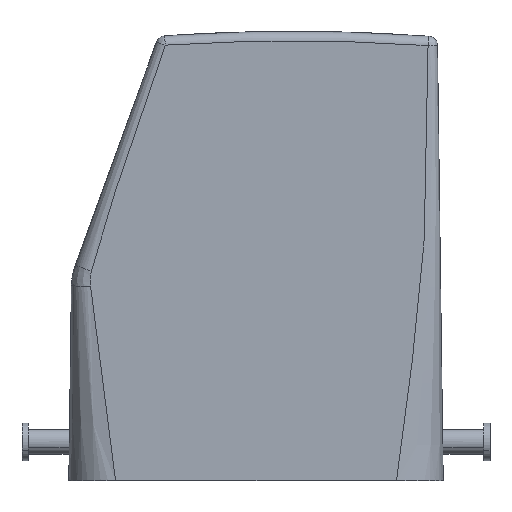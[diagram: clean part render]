
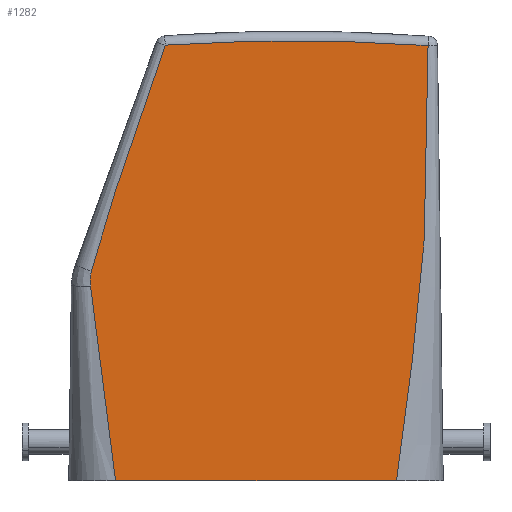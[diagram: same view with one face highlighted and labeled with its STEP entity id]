
A CAD part, left-side view. The second image highlights one B-rep face of the part: STEP entity #1282.
In plain terms, the highlighted planar face has unit normal (-1, 0, 0).
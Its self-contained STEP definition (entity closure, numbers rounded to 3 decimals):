
#1213=AXIS2_PLACEMENT_3D('Plane Axis2P3D',#1210,#1211,#1212) ;
#1271=AXIS2_PLACEMENT_3D('Circle Axis2P3D',#1269,#1270,$) ;
#412=CARTESIAN_POINT('Vertex',(0.,14.987,0.)) ;
#417=CARTESIAN_POINT('Line Origine',(0.,37.5,0.)) ;
#421=CARTESIAN_POINT('Vertex',(0.,60.014,0.)) ;
#1148=CARTESIAN_POINT('Vertex',(0.,9.929,69.72)) ;
#1152=CARTESIAN_POINT('Control Point',(0.,9.929,69.72)) ;
#1153=CARTESIAN_POINT('Control Point',(0.,9.927,68.515)) ;
#1154=CARTESIAN_POINT('Control Point',(0.,9.928,67.329)) ;
#1155=CARTESIAN_POINT('Control Point',(0.,9.93,66.124)) ;
#1156=CARTESIAN_POINT('Control Point',(0.,9.938,63.733)) ;
#1157=CARTESIAN_POINT('Control Point',(0.,9.953,61.335)) ;
#1158=CARTESIAN_POINT('Control Point',(0.,9.963,60.139)) ;
#1159=CARTESIAN_POINT('Control Point',(0.,9.995,56.739)) ;
#1160=CARTESIAN_POINT('Control Point',(0.,10.04,53.34)) ;
#1161=CARTESIAN_POINT('Control Point',(0.,10.078,50.997)) ;
#1162=CARTESIAN_POINT('Control Point',(0.,10.19,45.688)) ;
#1163=CARTESIAN_POINT('Control Point',(0.,10.412,40.381)) ;
#1164=CARTESIAN_POINT('Control Point',(0.,10.597,37.276)) ;
#1165=CARTESIAN_POINT('Control Point',(0.,11.077,31.069)) ;
#1166=CARTESIAN_POINT('Control Point',(0.,11.744,24.872)) ;
#1167=CARTESIAN_POINT('Control Point',(0.,12.117,21.777)) ;
#1168=CARTESIAN_POINT('Control Point',(0.,12.769,16.69)) ;
#1169=CARTESIAN_POINT('Control Point',(0.,13.452,11.605)) ;
#1170=CARTESIAN_POINT('Control Point',(0.,13.721,9.611)) ;
#1171=CARTESIAN_POINT('Control Point',(0.,14.141,6.482)) ;
#1172=CARTESIAN_POINT('Control Point',(0.,14.553,3.353)) ;
#1173=CARTESIAN_POINT('Control Point',(0.,14.699,2.234)) ;
#1174=CARTESIAN_POINT('Control Point',(0.,14.843,1.118)) ;
#1175=CARTESIAN_POINT('Control Point',(0.,14.987,0.)) ;
#1210=CARTESIAN_POINT('Axis2P3D Location',(0.,-0.533,-30.8)) ;
#1216=CARTESIAN_POINT('Control Point',(0.,52.034,69.793)) ;
#1217=CARTESIAN_POINT('Control Point',(0.,52.17,69.41)) ;
#1218=CARTESIAN_POINT('Control Point',(0.,52.304,69.029)) ;
#1219=CARTESIAN_POINT('Control Point',(0.,52.406,68.742)) ;
#1220=CARTESIAN_POINT('Control Point',(0.,53.939,64.389)) ;
#1221=CARTESIAN_POINT('Control Point',(0.,55.451,60.03)) ;
#1222=CARTESIAN_POINT('Control Point',(0.,56.806,56.044)) ;
#1223=CARTESIAN_POINT('Control Point',(0.,58.287,51.69)) ;
#1224=CARTESIAN_POINT('Control Point',(0.,59.727,47.325)) ;
#1225=CARTESIAN_POINT('Control Point',(0.,59.892,46.822)) ;
#1226=CARTESIAN_POINT('Control Point',(0.,60.25,45.73)) ;
#1227=CARTESIAN_POINT('Control Point',(0.,60.603,44.641)) ;
#1228=CARTESIAN_POINT('Control Point',(0.,60.833,43.924)) ;
#1229=CARTESIAN_POINT('Control Point',(0.,61.17,42.863)) ;
#1230=CARTESIAN_POINT('Control Point',(0.,61.502,41.798)) ;
#1231=CARTESIAN_POINT('Control Point',(0.,61.608,41.458)) ;
#1232=CARTESIAN_POINT('Control Point',(0.,62.022,40.114)) ;
#1233=CARTESIAN_POINT('Control Point',(0.,62.426,38.767)) ;
#1234=CARTESIAN_POINT('Control Point',(0.,62.721,37.761)) ;
#1235=CARTESIAN_POINT('Control Point',(0.,63.135,36.313)) ;
#1236=CARTESIAN_POINT('Control Point',(0.,63.535,34.864)) ;
#1237=CARTESIAN_POINT('Control Point',(0.,63.655,34.424)) ;
#1238=CARTESIAN_POINT('Control Point',(0.,63.773,33.984)) ;
#1239=CARTESIAN_POINT('Control Point',(0.,63.891,33.543)) ;
#1240=CARTESIAN_POINT('Vertex',(0.,63.891,33.543)) ;
#1242=CARTESIAN_POINT('Vertex',(0.,52.034,69.793)) ;
#1246=CARTESIAN_POINT('Control Point',(0.,63.891,33.543)) ;
#1247=CARTESIAN_POINT('Control Point',(0.,63.999,33.073)) ;
#1248=CARTESIAN_POINT('Control Point',(0.,64.067,32.594)) ;
#1249=CARTESIAN_POINT('Control Point',(0.,64.091,32.11)) ;
#1250=CARTESIAN_POINT('Control Point',(0.,64.07,31.629)) ;
#1251=CARTESIAN_POINT('Control Point',(0.,64.005,31.16)) ;
#1252=CARTESIAN_POINT('Vertex',(0.,64.005,31.16)) ;
#1256=CARTESIAN_POINT('Control Point',(0.,64.005,31.16)) ;
#1257=CARTESIAN_POINT('Control Point',(0.,63.623,26.989)) ;
#1258=CARTESIAN_POINT('Control Point',(0.,63.145,22.822)) ;
#1259=CARTESIAN_POINT('Control Point',(0.,62.593,18.694)) ;
#1260=CARTESIAN_POINT('Control Point',(0.,61.923,13.92)) ;
#1261=CARTESIAN_POINT('Control Point',(0.,61.256,9.14)) ;
#1262=CARTESIAN_POINT('Control Point',(0.,61.16,8.451)) ;
#1263=CARTESIAN_POINT('Control Point',(0.,60.87,6.362)) ;
#1264=CARTESIAN_POINT('Control Point',(0.,60.587,4.298)) ;
#1265=CARTESIAN_POINT('Control Point',(0.,60.399,2.906)) ;
#1266=CARTESIAN_POINT('Control Point',(0.,60.206,1.459)) ;
#1267=CARTESIAN_POINT('Control Point',(0.,60.014,0.)) ;
#1269=CARTESIAN_POINT('Axis2P3D Location',(0.,31.5,-228.)) ;
#418=DIRECTION('Vector Direction',(0.,-1.,0.)) ;
#1211=DIRECTION('Axis2P3D Direction',(-1.,0.,0.)) ;
#1212=DIRECTION('Axis2P3D XDirection',(0.,-0.17,0.985)) ;
#1270=DIRECTION('Axis2P3D Direction',(-1.,0.,0.)) ;
#419=VECTOR('Line Direction',#418,1.) ;
#1275=ORIENTED_EDGE('',*,*,#1244,.F.) ;
#1276=ORIENTED_EDGE('',*,*,#1254,.F.) ;
#1277=ORIENTED_EDGE('',*,*,#1268,.F.) ;
#1278=ORIENTED_EDGE('',*,*,#423,.T.) ;
#1279=ORIENTED_EDGE('',*,*,#1176,.T.) ;
#1280=ORIENTED_EDGE('',*,*,#1273,.T.) ;
#1282=ADVANCED_FACE('Hood',(#1281),#1214,.T.) ;
#1151=B_SPLINE_CURVE_WITH_KNOTS('',5,(#1152,#1153,#1154,#1155,#1156,#1157,#1158,#1159,#1160,#1161,#1162,#1163,#1164,#1165,#1166,#1167,#1168,#1169,#1170,#1171,#1172,#1173,#1174,#1175),.UNSPECIFIED.,.F.,.U.,(6,3,3,3,3,3,3,6),(30.496,36.488,42.48,53.502,69.05,84.599,94.635,100.339),.UNSPECIFIED.) ;
#1215=B_SPLINE_CURVE_WITH_KNOTS('',5,(#1216,#1217,#1218,#1219,#1220,#1221,#1222,#1223,#1224,#1225,#1226,#1227,#1228,#1229,#1230,#1231,#1232,#1233,#1234,#1235,#1236,#1237,#1238,#1239),.UNSPECIFIED.,.F.,.U.,(6,3,3,3,3,3,3,6),(0.,2.842,32.577,35.347,40.708,43.241,50.664,53.896),.UNSPECIFIED.) ;
#1245=B_SPLINE_CURVE_WITH_KNOTS('',5,(#1246,#1247,#1248,#1249,#1250,#1251),.UNSPECIFIED.,.F.,.U.,(6,6),(0.,3.396),.UNSPECIFIED.) ;
#1255=B_SPLINE_CURVE_WITH_KNOTS('',5,(#1256,#1257,#1258,#1259,#1260,#1261,#1262,#1263,#1264,#1265,#1266,#1267),.UNSPECIFIED.,.F.,.U.,(6,3,3,6),(0.,29.567,33.929,44.422),.UNSPECIFIED.) ;
#1272=CIRCLE('generated circle',#1271,298.5) ;
#423=EDGE_CURVE('',#422,#413,#420,.T.) ;
#1176=EDGE_CURVE('',#413,#1149,#1151,.F.) ;
#1244=EDGE_CURVE('',#1241,#1243,#1215,.F.) ;
#1254=EDGE_CURVE('',#1253,#1241,#1245,.F.) ;
#1268=EDGE_CURVE('',#422,#1253,#1255,.F.) ;
#1273=EDGE_CURVE('',#1149,#1243,#1272,.T.) ;
#1274=EDGE_LOOP('',(#1275,#1276,#1277,#1278,#1279,#1280)) ;
#1281=FACE_OUTER_BOUND('',#1274,.T.) ;
#420=LINE('Line',#417,#419) ;
#1214=PLANE('',#1213) ;
#413=VERTEX_POINT('',#412) ;
#422=VERTEX_POINT('',#421) ;
#1149=VERTEX_POINT('',#1148) ;
#1241=VERTEX_POINT('',#1240) ;
#1243=VERTEX_POINT('',#1242) ;
#1253=VERTEX_POINT('',#1252) ;
